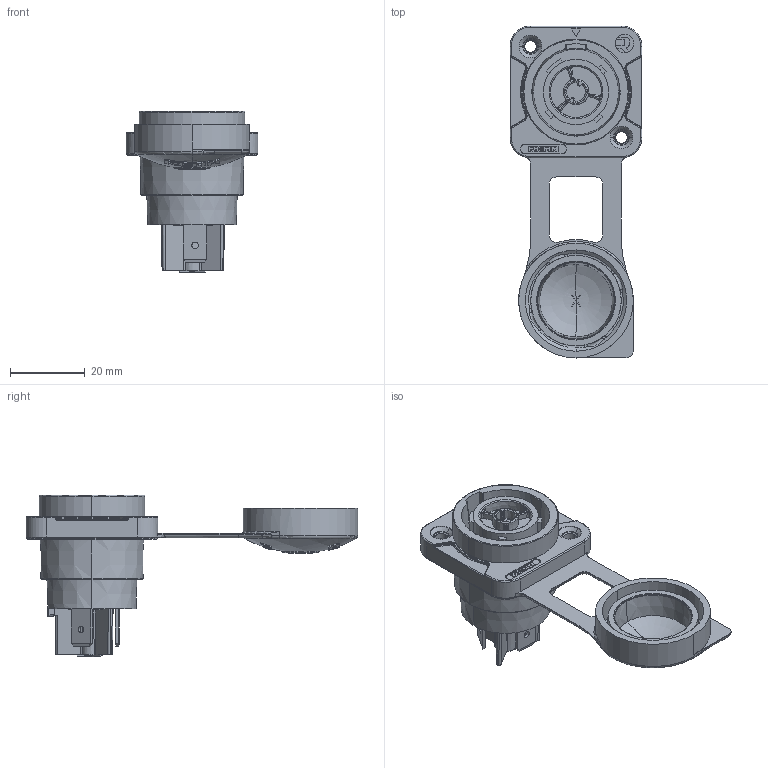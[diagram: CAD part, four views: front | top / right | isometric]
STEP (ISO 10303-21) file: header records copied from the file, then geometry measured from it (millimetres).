
FILE_DESCRIPTION((''),'2;1');
FILE_NAME('ASM002352_SW0004','2023-09-08T16:31:18',('wenqing.huang'),(''),'CREO PARAMETRIC BY PTC INC, 2021184','CREO PARAMETRIC BY PTC INC, 2021184','');
FILE_SCHEMA(('CONFIG_CONTROL_DESIGN'));
Length unit declared in the file: millimetre
Products named in the file (1): ASM002352_SW0004
Bounding box: 35.4 x 89.1 x 43.32 mm (x, y, z)
Volume: 21253 mm3; surface area: 14070 mm2
Topology: 1 solids, 1 shells, 1166 faces, 3165 edges, 2048 vertices
Faces by surface type: plane 544, cylinder 232, extrusion 107, torus 101, bspline 74, cone 56, sphere 52
Entity records: 42891 total; most frequent: CARTESIAN_POINT 13967, ORIENTED_EDGE 6296, DIRECTION 5847, EDGE_CURVE 3148, AXIS2_PLACEMENT_3D 2306, VERTEX_POINT 2048, CIRCLE 1321, EDGE_LOOP 1242
